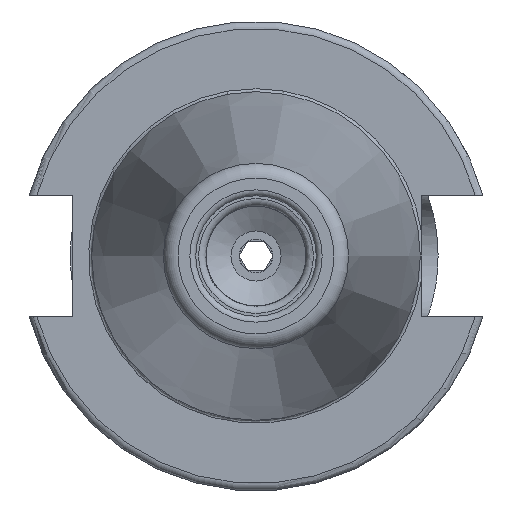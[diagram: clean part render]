
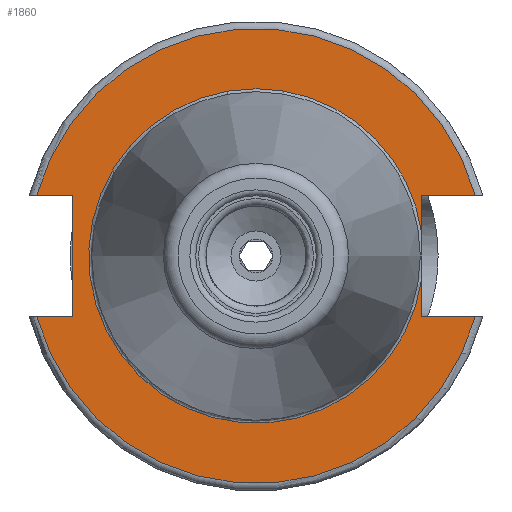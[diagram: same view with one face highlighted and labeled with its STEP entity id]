
A CAD part, left-side view. The second image highlights one B-rep face of the part: STEP entity #1860.
In plain terms, the highlighted planar face has unit normal (-1, 0, 0).
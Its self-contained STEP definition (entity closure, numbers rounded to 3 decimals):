
#192=CIRCLE('',#2018,30.775);
#195=CIRCLE('',#2022,22.625);
#196=CIRCLE('',#2023,22.625);
#219=CIRCLE('',#2063,30.775);
#378=FACE_OUTER_BOUND('',#507,.T.);
#507=EDGE_LOOP('',(#1623,#1624,#1625,#1626,#1627,#1628,#1629,#1630,#1631,
#1632,#1633));
#598=LINE('',#4016,#694);
#605=LINE('',#4116,#701);
#608=LINE('',#4121,#704);
#613=LINE('',#4141,#709);
#618=LINE('',#4188,#714);
#619=LINE('',#4200,#715);
#623=LINE('',#4257,#719);
#694=VECTOR('',#2359,10.);
#701=VECTOR('',#2368,10.);
#704=VECTOR('',#2373,10.);
#709=VECTOR('',#2380,10.);
#714=VECTOR('',#2387,10.);
#715=VECTOR('',#2388,10.);
#719=VECTOR('',#2394,10.);
#833=VERTEX_POINT('',#4013);
#834=VERTEX_POINT('',#4015);
#851=VERTEX_POINT('',#4104);
#852=VERTEX_POINT('',#4115);
#856=VERTEX_POINT('',#4138);
#857=VERTEX_POINT('',#4140);
#865=VERTEX_POINT('',#4185);
#866=VERTEX_POINT('',#4187);
#867=VERTEX_POINT('',#4189);
#877=VERTEX_POINT('',#4246);
#880=VERTEX_POINT('',#4283);
#1050=EDGE_CURVE('',#834,#833,#598,.T.);
#1068=EDGE_CURVE('',#852,#851,#605,.T.);
#1071=EDGE_CURVE('',#833,#852,#608,.T.);
#1077=EDGE_CURVE('',#857,#856,#613,.T.);
#1087=EDGE_CURVE('',#866,#865,#618,.T.);
#1089=EDGE_CURVE('',#856,#867,#619,.T.);
#1099=EDGE_CURVE('',#865,#877,#623,.T.);
#1110=EDGE_CURVE('',#834,#877,#192,.T.);
#1113=EDGE_CURVE('',#867,#880,#195,.T.);
#1114=EDGE_CURVE('',#880,#866,#196,.T.);
#1149=EDGE_CURVE('',#857,#851,#219,.T.);
#1623=ORIENTED_EDGE('',*,*,#1068,.T.);
#1624=ORIENTED_EDGE('',*,*,#1149,.F.);
#1625=ORIENTED_EDGE('',*,*,#1077,.T.);
#1626=ORIENTED_EDGE('',*,*,#1089,.T.);
#1627=ORIENTED_EDGE('',*,*,#1113,.T.);
#1628=ORIENTED_EDGE('',*,*,#1114,.T.);
#1629=ORIENTED_EDGE('',*,*,#1087,.T.);
#1630=ORIENTED_EDGE('',*,*,#1099,.T.);
#1631=ORIENTED_EDGE('',*,*,#1110,.F.);
#1632=ORIENTED_EDGE('',*,*,#1050,.T.);
#1633=ORIENTED_EDGE('',*,*,#1071,.T.);
#1763=PLANE('',#2062);
#1860=ADVANCED_FACE('',(#378),#1763,.T.);
#2018=AXIS2_PLACEMENT_3D('',#4278,#2434,#2435);
#2022=AXIS2_PLACEMENT_3D('',#4285,#2442,#2443);
#2023=AXIS2_PLACEMENT_3D('',#4286,#2444,#2445);
#2062=AXIS2_PLACEMENT_3D('',#5924,#2526,#2527);
#2063=AXIS2_PLACEMENT_3D('',#5925,#2528,#2529);
#2359=DIRECTION('',(0.,-1.,0.));
#2368=DIRECTION('',(0.,1.,0.));
#2373=DIRECTION('',(0.,0.,-1.));
#2380=DIRECTION('',(0.,1.,0.));
#2387=DIRECTION('',(0.,0.,1.));
#2388=DIRECTION('',(0.,0.,1.));
#2394=DIRECTION('',(0.,-1.,0.));
#2434=DIRECTION('center_axis',(1.,0.,0.));
#2435=DIRECTION('ref_axis',(0.,0.,-1.));
#2442=DIRECTION('center_axis',(1.,0.,0.));
#2443=DIRECTION('ref_axis',(0.,0.,-1.));
#2444=DIRECTION('center_axis',(1.,0.,0.));
#2445=DIRECTION('ref_axis',(0.,0.,-1.));
#2526=DIRECTION('center_axis',(-1.,0.,0.));
#2527=DIRECTION('ref_axis',(0.,0.,1.));
#2528=DIRECTION('center_axis',(1.,0.,0.));
#2529=DIRECTION('ref_axis',(0.,0.,-1.));
#4013=CARTESIAN_POINT('',(3.18,24.8,8.19));
#4015=CARTESIAN_POINT('',(3.18,29.665,8.19));
#4016=CARTESIAN_POINT('',(3.18,27.788,8.19));
#4104=CARTESIAN_POINT('',(3.18,29.665,-8.19));
#4115=CARTESIAN_POINT('',(3.18,24.8,-8.19));
#4116=CARTESIAN_POINT('',(3.18,40.288,-8.19));
#4121=CARTESIAN_POINT('',(3.18,24.8,-4.095));
#4138=CARTESIAN_POINT('',(3.18,-22.41,-8.19));
#4140=CARTESIAN_POINT('',(3.18,-29.665,-8.19));
#4141=CARTESIAN_POINT('',(3.18,4.183,-8.19));
#4185=CARTESIAN_POINT('',(3.18,-22.41,8.19));
#4187=CARTESIAN_POINT('',(3.18,-22.41,3.112));
#4188=CARTESIAN_POINT('',(3.18,-22.41,4.095));
#4189=CARTESIAN_POINT('',(3.18,-22.41,-3.112));
#4200=CARTESIAN_POINT('',(3.18,-22.41,4.095));
#4246=CARTESIAN_POINT('',(3.18,-29.665,8.19));
#4257=CARTESIAN_POINT('',(3.18,-8.318,8.19));
#4278=CARTESIAN_POINT('Origin',(3.18,0.,0.));
#4283=CARTESIAN_POINT('',(3.18,0.,22.625));
#4285=CARTESIAN_POINT('Origin',(3.18,0.,0.));
#4286=CARTESIAN_POINT('Origin',(3.18,0.,0.));
#5924=CARTESIAN_POINT('Origin',(3.18,30.775,0.));
#5925=CARTESIAN_POINT('Origin',(3.18,0.,0.));
